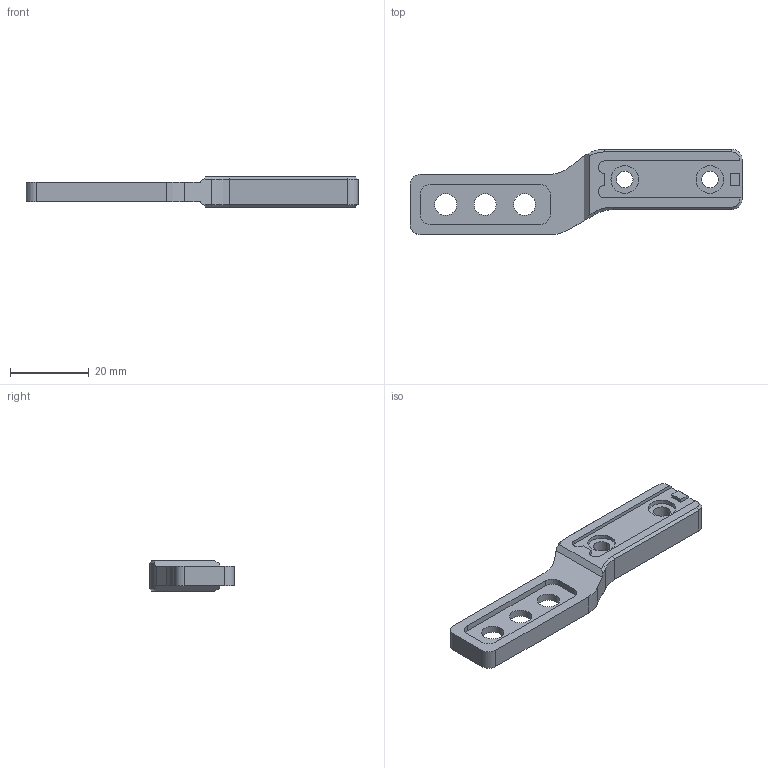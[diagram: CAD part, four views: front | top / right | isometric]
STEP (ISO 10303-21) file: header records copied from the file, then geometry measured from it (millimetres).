
FILE_DESCRIPTION(/* description */ (''),/* implementation_level */ '2;1');
FILE_NAME(/* name */ 'OSS v4.step',/* time_stamp */ '2021-04-20T07:12:51-05:00',/* author */ (''),/* organization */ (''),/* preprocessor_version */ 'ST-DEVELOPER v18.1',/* originating_system */ 'Autodesk Translation Framework v10.6.0.1341',/* authorisation */ '');
FILE_SCHEMA (('AUTOMOTIVE_DESIGN { 1 0 10303 214 3 1 1 }'));
Length unit declared in the file: inch
Products named in the file (1): OSS
Bounding box: 84.15 x 21.59 x 7.62 mm (x, y, z)
Volume: 5982.2 mm3; surface area: 4264.5 mm2
Topology: 1 solids, 1 shells, 93 faces, 241 edges, 156 vertices
Faces by surface type: plane 56, cylinder 29, cone 8
Full cylindrical faces by diameter (mm): 4.191 x2, 5.56 x1, 5.563 x2, 6.985 x4
Entity records: 2875 total; most frequent: DIRECTION 497, CARTESIAN_POINT 495, ORIENTED_EDGE 482, EDGE_CURVE 241, LINE 169, VECTOR 169, AXIS2_PLACEMENT_3D 164, VERTEX_POINT 156
